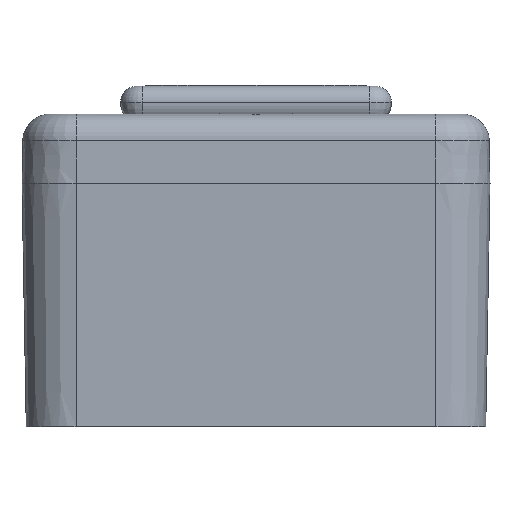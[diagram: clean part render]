
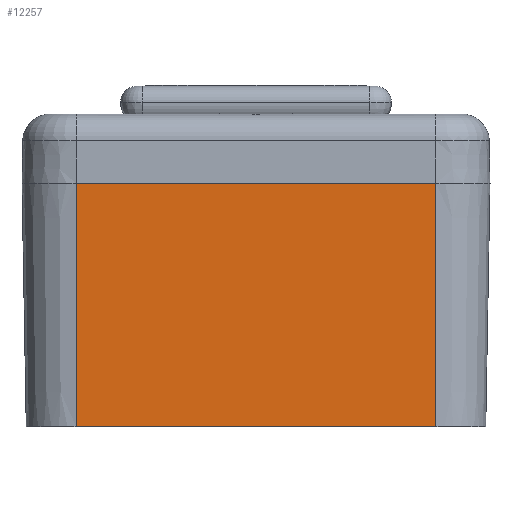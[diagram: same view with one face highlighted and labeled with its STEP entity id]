
A CAD part, left-side view. The second image highlights one B-rep face of the part: STEP entity #12257.
In plain terms, the highlighted planar face has unit normal (-1, 0, -0.018).
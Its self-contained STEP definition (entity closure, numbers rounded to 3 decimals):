
#22 = VERTEX_POINT ( 'NONE', #18826 ) ;
#142 = DIRECTION ( 'NONE',  ( 0., 1., 0. ) ) ;
#159 = CARTESIAN_POINT ( 'NONE',  ( -42.416, 33.2, -44.9 ) ) ;
#289 = VECTOR ( 'NONE', #142, 1000. ) ;
#585 = LINE ( 'NONE', #19065, #18922 ) ;
#989 = ORIENTED_EDGE ( 'NONE', *, *, #8335, .T. ) ;
#2587 = AXIS2_PLACEMENT_3D ( 'NONE', #8099, #20271, #3116 ) ;
#2921 = EDGE_LOOP ( 'NONE', ( #16433, #14462, #989, #8173 ) ) ;
#3116 = DIRECTION ( 'NONE',  ( 0.017, 0., -1. ) ) ;
#3726 = VERTEX_POINT ( 'NONE', #159 ) ;
#3914 = CARTESIAN_POINT ( 'NONE',  ( -43.2, 33.2, 0. ) ) ;
#4174 = VERTEX_POINT ( 'NONE', #10401 ) ;
#5888 = DIRECTION ( 'NONE',  ( 0., -1., 0. ) ) ;
#6440 = LINE ( 'NONE', #16848, #7895 ) ;
#7232 = EDGE_CURVE ( 'NONE', #22, #4174, #16963, .T. ) ;
#7895 = VECTOR ( 'NONE', #18282, 1000. ) ;
#8099 = CARTESIAN_POINT ( 'NONE',  ( -43.2, 33.2, 0. ) ) ;
#8173 = ORIENTED_EDGE ( 'NONE', *, *, #12326, .T. ) ;
#8335 = EDGE_CURVE ( 'NONE', #3726, #19641, #585, .T. ) ;
#10401 = CARTESIAN_POINT ( 'NONE',  ( -43.2, 33.2, 0. ) ) ;
#11672 = EDGE_CURVE ( 'NONE', #3726, #4174, #12321, .T. ) ;
#12257 = ADVANCED_FACE ( 'NONE', ( #13180 ), #19837, .T. ) ;
#12321 = LINE ( 'NONE', #3914, #19196 ) ;
#12326 = EDGE_CURVE ( 'NONE', #19641, #22, #6440, .T. ) ;
#13180 = FACE_OUTER_BOUND ( 'NONE', #2921, .T. ) ;
#13887 = DIRECTION ( 'NONE',  ( -0.017, 0., 1. ) ) ;
#14462 = ORIENTED_EDGE ( 'NONE', *, *, #11672, .F. ) ;
#16433 = ORIENTED_EDGE ( 'NONE', *, *, #7232, .T. ) ;
#16848 = CARTESIAN_POINT ( 'NONE',  ( -43.2, -33.2, 0. ) ) ;
#16963 = LINE ( 'NONE', #17072, #289 ) ;
#17072 = CARTESIAN_POINT ( 'NONE',  ( -43.2, -33.2, 0. ) ) ;
#18282 = DIRECTION ( 'NONE',  ( -0.017, 0., 1. ) ) ;
#18826 = CARTESIAN_POINT ( 'NONE',  ( -43.2, -33.2, 0. ) ) ;
#18922 = VECTOR ( 'NONE', #5888, 1000. ) ;
#19065 = CARTESIAN_POINT ( 'NONE',  ( -42.416, 33.2, -44.9 ) ) ;
#19128 = CARTESIAN_POINT ( 'NONE',  ( -42.416, -33.2, -44.9 ) ) ;
#19196 = VECTOR ( 'NONE', #13887, 1000. ) ;
#19641 = VERTEX_POINT ( 'NONE', #19128 ) ;
#19837 = PLANE ( 'NONE',  #2587 ) ;
#20271 = DIRECTION ( 'NONE',  ( -1., 0., -0.017 ) ) ;
